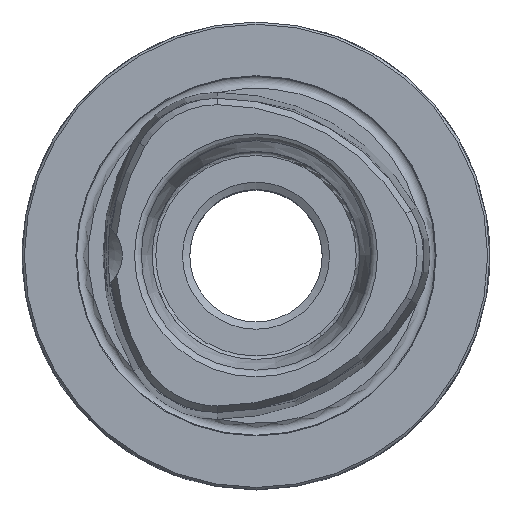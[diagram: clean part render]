
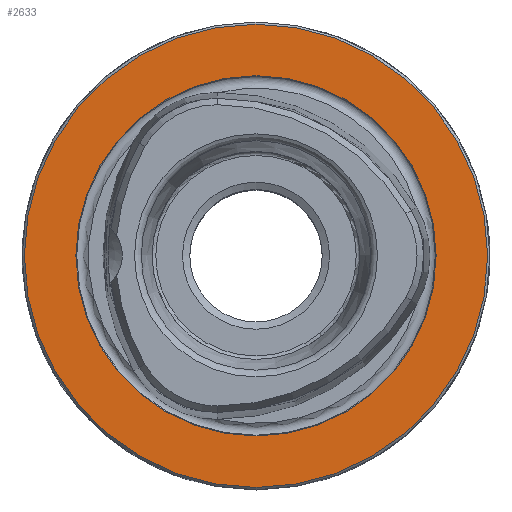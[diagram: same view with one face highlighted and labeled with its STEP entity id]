
A CAD part, top view. The second image highlights one B-rep face of the part: STEP entity #2633.
In plain terms, the highlighted planar face has unit normal (0, 0, 1).
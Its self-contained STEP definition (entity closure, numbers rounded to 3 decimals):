
#231=PLANE('',#2857);
#611=ORIENTED_EDGE('',*,*,#900,.T.);
#612=ORIENTED_EDGE('',*,*,#899,.F.);
#899=EDGE_CURVE('',#1078,#1078,#1213,.T.);
#900=EDGE_CURVE('',#1079,#1079,#1214,.T.);
#1078=VERTEX_POINT('',#3995);
#1079=VERTEX_POINT('',#3998);
#1213=CIRCLE('',#2856,24.264);
#1214=CIRCLE('',#2858,31.2);
#1361=EDGE_LOOP('',(#611));
#1362=EDGE_LOOP('',(#612));
#1548=FACE_BOUND('',#1361,.T.);
#1549=FACE_BOUND('',#1362,.T.);
#2633=ADVANCED_FACE('',(#1548,#1549),#231,.T.);
#2856=AXIS2_PLACEMENT_3D('',#3994,#3314,#3315);
#2857=AXIS2_PLACEMENT_3D('',#3996,#3316,#3317);
#2858=AXIS2_PLACEMENT_3D('',#3997,#3318,#3319);
#3314=DIRECTION('',(0.,0.,1.));
#3315=DIRECTION('',(1.,0.,0.));
#3316=DIRECTION('',(0.,0.,1.));
#3317=DIRECTION('',(1.,0.,0.));
#3318=DIRECTION('',(0.,0.,1.));
#3319=DIRECTION('',(1.,0.,0.));
#3994=CARTESIAN_POINT('',(0.,0.,0.));
#3995=CARTESIAN_POINT('',(24.264,0.,0.));
#3996=CARTESIAN_POINT('',(24.2,0.,0.));
#3997=CARTESIAN_POINT('',(0.,0.,0.));
#3998=CARTESIAN_POINT('',(31.2,0.,0.));
